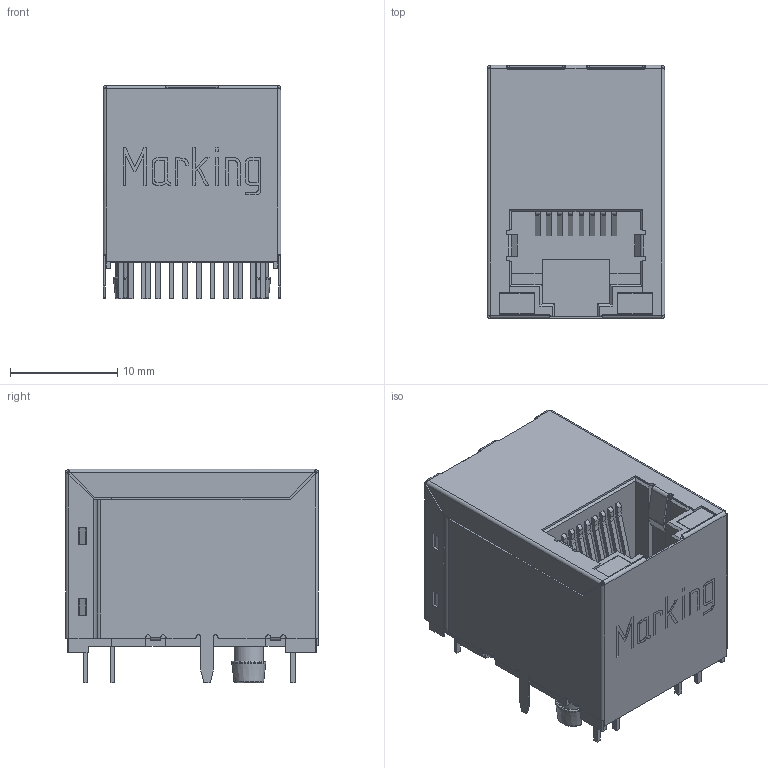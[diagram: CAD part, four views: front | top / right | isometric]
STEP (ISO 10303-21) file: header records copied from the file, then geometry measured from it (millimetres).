
FILE_DESCRIPTION(/* description */ ('Unknown'),/* implementation_level */ '2;1');
FILE_NAME(/* name */ 'T_Wurth_WE-RJ45LAN_7499110123',/* time_stamp */ '2025-08-21T14:53:22+08:00',/* author */ ('Unknown'),/* organization */ ('Unknown'),/* preprocessor_version */ 'ST-DEVELOPER v19.4',/* originating_system */ 'Solid Edge',/* authorisation */ 'Unknown');
FILE_SCHEMA (('AUTOMOTIVE_DESIGN {1 0 10303 214 3 1 1}'));
Length unit declared in the file: millimetre
Products named in the file (2): T_Wurth_WE-RJ45LAN_7499110123
Assembly tree (1 placements, depth 2):
  T_Wurth_WE-RJ45LAN_7499110123
    T_Wurth_WE-RJ45LAN_7499110123
Bounding box: 16.6 x 23.6 x 19.9 mm (x, y, z)
Volume: 5380.3 mm3; surface area: 3381.2 mm2
Topology: 1 solids, 1 shells, 700 faces, 1888 edges, 1216 vertices
Faces by surface type: plane 495, cylinder 171, bspline 26, torus 4, cone 2, sphere 2
Entity records: 27218 total; most frequent: CARTESIAN_POINT 4787, ORIENTED_EDGE 3772, DIRECTION 3414, EDGE_CURVE 1886, LINE 1382, VECTOR 1382, VERTEX_POINT 1216, AXIS2_PLACEMENT_3D 1016
